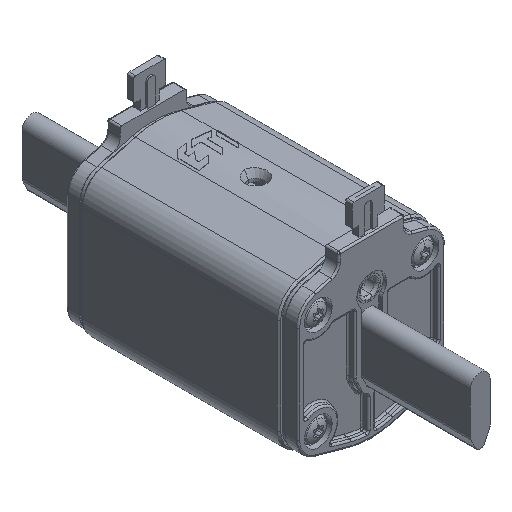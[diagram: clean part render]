
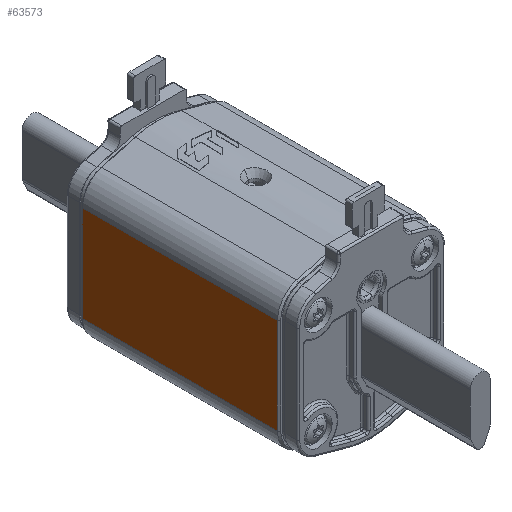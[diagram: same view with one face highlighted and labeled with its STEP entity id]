
A CAD part, isometric view. The second image highlights one B-rep face of the part: STEP entity #63573.
In plain terms, the highlighted planar face has unit normal (-1, 0, 0).
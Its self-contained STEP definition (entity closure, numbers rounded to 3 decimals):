
#4989=DIRECTION('',(0.,0.,-1.));
#4990=VECTOR('',#4989,29.);
#4991=CARTESIAN_POINT('',(-23.,-64.483,-5.699));
#4992=LINE('',#4991,#4990);
#31709=DIRECTION('',(0.,-1.,0.));
#31710=VECTOR('',#31709,59.);
#31711=CARTESIAN_POINT('',(-23.,-5.483,-5.699));
#31712=LINE('',#31711,#31710);
#31723=DIRECTION('',(0.,0.,-1.));
#31724=VECTOR('',#31723,29.);
#31725=CARTESIAN_POINT('',(-23.,-5.483,-5.699));
#31726=LINE('',#31725,#31724);
#31753=DIRECTION('',(0.,-1.,0.));
#31754=VECTOR('',#31753,59.);
#31755=CARTESIAN_POINT('',(-23.,-5.483,-34.699));
#31756=LINE('',#31755,#31754);
#37417=CARTESIAN_POINT('',(-23.,-5.483,-5.699));
#37418=CARTESIAN_POINT('',(-23.,-5.483,-34.699));
#37419=VERTEX_POINT('',#37417);
#37420=VERTEX_POINT('',#37418);
#37487=CARTESIAN_POINT('',(-23.,-64.483,-34.699));
#37488=VERTEX_POINT('',#37487);
#37491=CARTESIAN_POINT('',(-23.,-64.483,-5.699));
#37492=VERTEX_POINT('',#37491);
#63560=CARTESIAN_POINT('',(-23.,-4.983,-5.699));
#63561=DIRECTION('',(-1.,0.,0.));
#63562=DIRECTION('',(0.,0.,-1.));
#63563=AXIS2_PLACEMENT_3D('',#63560,#63561,#63562);
#63564=PLANE('',#63563);
#63566=ORIENTED_EDGE('',*,*,#63565,.F.);
#63567=ORIENTED_EDGE('',*,*,#63555,.T.);
#63568=ORIENTED_EDGE('',*,*,#41519,.T.);
#63570=ORIENTED_EDGE('',*,*,#63569,.F.);
#63571=EDGE_LOOP('',(#63566,#63567,#63568,#63570));
#63572=FACE_OUTER_BOUND('',#63571,.F.);
#63573=ADVANCED_FACE('',(#63572),#63564,.T.);
#41519=EDGE_CURVE('',#37492,#37488,#4992,.T.);
#63555=EDGE_CURVE('',#37419,#37492,#31712,.T.);
#63565=EDGE_CURVE('',#37419,#37420,#31726,.T.);
#63569=EDGE_CURVE('',#37420,#37488,#31756,.T.);
